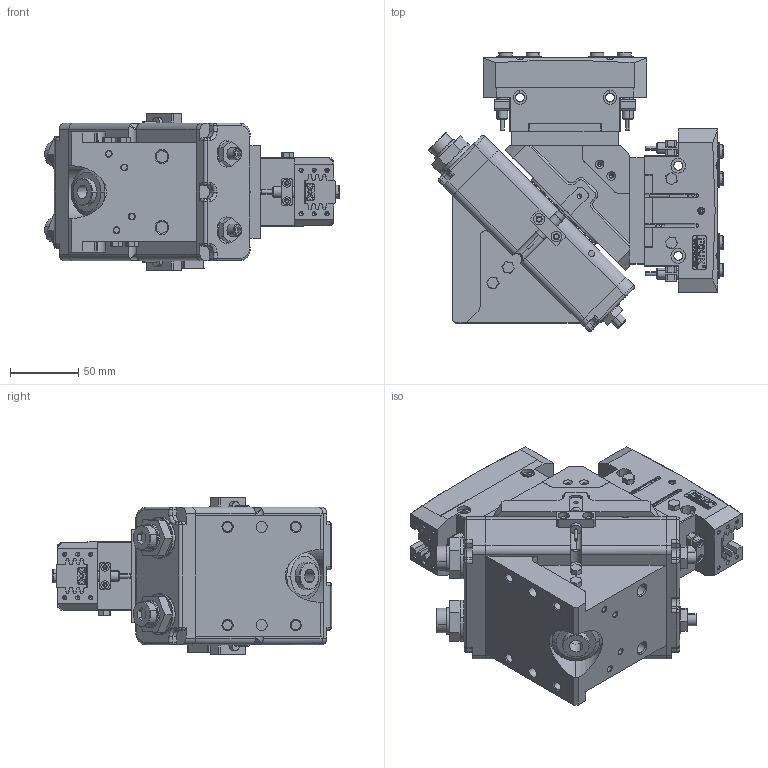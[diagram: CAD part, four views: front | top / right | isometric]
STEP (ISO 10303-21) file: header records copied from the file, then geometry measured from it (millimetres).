
FILE_DESCRIPTION (( 'STEP AP203' ), '1' );
FILE_NAME ('TG32-FR45-120-0¡ã.STEP', '2025-04-09T00:50:04', ( 'USER-' ), ( 'Microsoft' ), 'SwSTEP 2.0', 'SolidWorks 2018', '' );
FILE_SCHEMA (( 'CONFIG_CONTROL_DESIGN' ));
Length unit declared in the file: millimetre
Products named in the file (43): TG32.sldasm-Part-90; TG32-FR45-120-0°; TG32; TG32.sldasm-Part-83; TRT45-120-MX-01 喘倛褲极; 蟀諉啣4; TG32.sldasm-Part-61; 茞癹弇蹟恇裝; 25x10-R1.5; 揤輸; 内六角圆柱头螺钉[GBT70_1-2008][M2.5×8]; TG32-M-12-A茞癹弇傷裔; TG32.sldasm-Part-63; TG32.sldasm-Part-71; TRT45-120-MX-05 菁裔啣; TRT46-120-M-02 喘倛賑輸; TG32.sldasm-Part-59; 茞癹弇蹟譫; TG32.sldasm-Part-72; TRT45-120-MX-06 笢猾え; FR45-120; P-GS-T-01 喘倛蚚標釱; TG32-M-05 遣喳傷裔; 棠羲換覜ん; TG32.sldasm-Part-92; ﾏ擎ﾗ10｡ﾁ6｡ﾁ6; 8x23諉輪羲壽; 揤輸-1; TG32.sldasm-Part-86; TG32.sldasm-Part-69; 25x12-R3; TG32.sldasm-Part-62; 茞癹弇傷裔菜え; TG32-M-02 眻褒輸; TG32.sldasm-Part-82; TG32.sldasm-Part-80; TG32.sldasm-Part-70; TG32.sldasm-Part-60; TG32.sldasm-Part-84; 揤輸杅耀.sldasm-Part-9 ...
Assembly tree (63 placements, depth 4):
  TG32-FR45-120-0°
    TG32
      TG32.sldasm-Part-59  x2
      TG32.sldasm-Part-60
      TG32.sldasm-Part-61
      TG32.sldasm-Part-62
      TG32.sldasm-Part-63
      TG32.sldasm-Part-68
      TG32.sldasm-Part-69
      TG32.sldasm-Part-70
      TG32.sldasm-Part-71
      TG32.sldasm-Part-72
      TG32.sldasm-Part-76
      TG32.sldasm-Part-77
      TG32.sldasm-Part-80
      TG32.sldasm-Part-82
      TG32.sldasm-Part-83
      TG32.sldasm-Part-84
      TG32.sldasm-Part-86
      TG32.sldasm-Part-90
      TG32.sldasm-Part-92
      TG32-M-05 遣喳傷裔
      TG32-M-12-A茞癹弇傷裔
      TG32-M-02 眻褒輸
      茞癹弇傷裔菜え  x2
      茞癹弇蹟恇裝  x2
      茞癹弇蹟譫  x2
      25x12-R3
    蟀諉啣4  x2
    TG32.sldasm-Part-60  x4
    FR45-120  x2
      揤輸
        揤輸杅耀.sldasm-Part-9
        内六角圆柱头螺钉[GBT70_1-2008][M2.5×8]  x2
      揤輸-1
        揤輸杅耀.sldasm-Part-9
        内六角圆柱头螺钉[GBT70_1-2008][M2.5×8]  x2
      TRT45-120-MX-01 喘倛褲极
      TRT46-120-M-02 喘倛賑輸
      TRT45-120-MX-05 菁裔啣
      TRT45-120-MX-06 笢猾え
      P-GS-T-01 喘倛蚚標釱
      8x23諉輪羲壽
      ﾏ擎ﾗ10｡ﾁ6｡ﾁ6
      25x10-R1.5
      棠羲換覜ん
Bounding box: 215.95 x 204.56 x 115 mm (x, y, z)
Volume: 2091767.9 mm3; surface area: 371716.3 mm2
Topology: 80 solids, 109 shells, 4166 faces, 10574 edges, 6719 vertices
Faces by surface type: plane 1881, cylinder 1157, cone 592, bspline 467, torus 59, sphere 10
Entity records: 88270 total; most frequent: CARTESIAN_POINT 26692, ORIENTED_EDGE 11978, DIRECTION 11059, EDGE_CURVE 5989, VERTEX_POINT 3897, LINE 3687, VECTOR 3687, AXIS2_PLACEMENT_3D 3686
